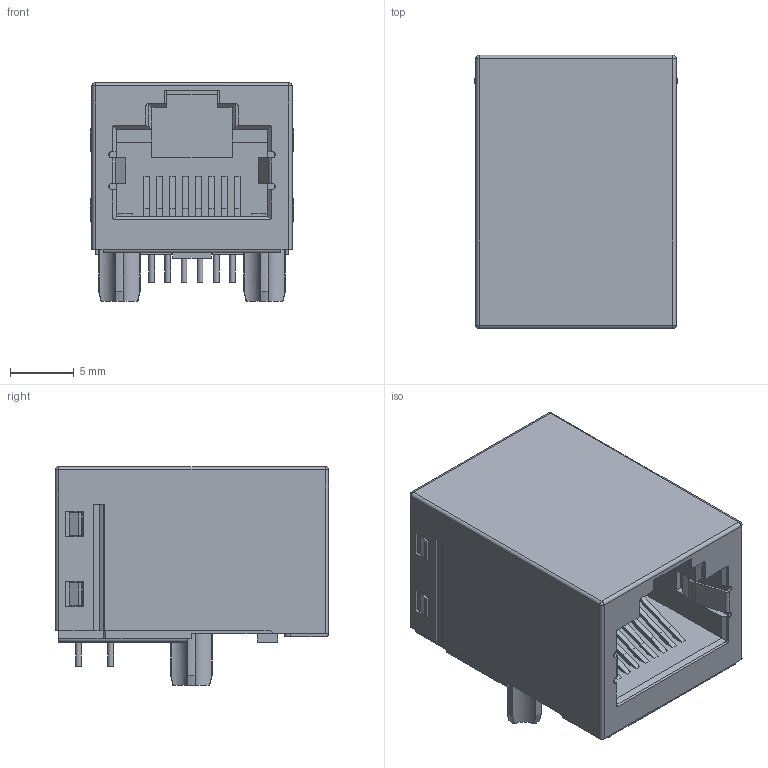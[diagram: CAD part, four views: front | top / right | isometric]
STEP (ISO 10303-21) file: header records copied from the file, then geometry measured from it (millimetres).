
FILE_DESCRIPTION(/* description */ ('','CAx-IF Rec.Pracs.---Representation and Presentation of Product Manufacturing Information (PMI)---4.0---2014-10-13'),/* implementation_level */ '2;1');
FILE_NAME(/* name */ 'RJ45.step',/* time_stamp */ '2024-12-23T23:45:30+08:00',/* author */ (''),/* organization */ (''),/* preprocessor_version */ 'ST-DEVELOPER v20',/* originating_system */ 'Autodesk Translation Framework v13.20.0.188',/* authorisation */ '');
FILE_SCHEMA (('AP242_MANAGED_MODEL_BASED_3D_ENGINEERING_MIM_LF { 1 0 10303 442 1 1 4 }'));
Length unit declared in the file: millimetre
Products named in the file (1): C-5-2301994-1
Bounding box: 16.05 x 21.5 x 17.2 mm (x, y, z)
Volume: 3493.9 mm3; surface area: 2431 mm2
Topology: 1 solids, 1 shells, 343 faces, 925 edges, 604 vertices
Faces by surface type: plane 254, cylinder 77, cone 8, sphere 4
Full cylindrical faces by diameter (mm): 0.45 x8, 0.6 x2
Entity records: 10808 total; most frequent: CARTESIAN_POINT 2003, ORIENTED_EDGE 1850, DIRECTION 1769, EDGE_CURVE 925, LINE 733, VECTOR 733, VERTEX_POINT 604, AXIS2_PLACEMENT_3D 518
